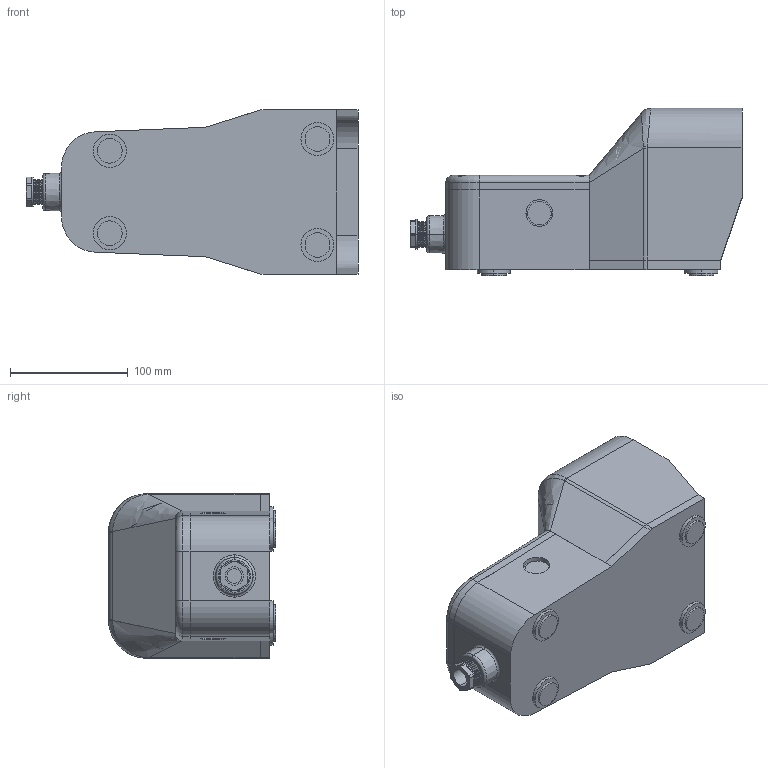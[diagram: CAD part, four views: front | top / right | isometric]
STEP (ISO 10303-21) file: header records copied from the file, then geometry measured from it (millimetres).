
FILE_DESCRIPTION (( 'STEP AP214' ), '1' );
FILE_NAME ('APS1324-V0-M.step', '2016-03-08T21:19:01', ( '' ), ( '' ), 'SwSTEP 2.0', 'SolidWorks 2015', '' );
FILE_SCHEMA (( 'AUTOMOTIVE_DESIGN' ));
Length unit declared in the file: millimetre
Products named in the file (1): APS1324-V0-M
Bounding box: 282.25 x 142 x 140 mm (x, y, z)
Volume: 1554858.9 mm3; surface area: 273233.9 mm2
Topology: 19 solids, 19 shells, 400 faces, 998 edges, 643 vertices
Faces by surface type: plane 242, cylinder 102, cone 32, bspline 18, torus 6
Entity records: 15765 total; most frequent: CARTESIAN_POINT 4382, ORIENTED_EDGE 1988, DIRECTION 1873, EDGE_CURVE 994, VERTEX_POINT 643, VECTOR 629, LINE 629, AXIS2_PLACEMENT_3D 622
